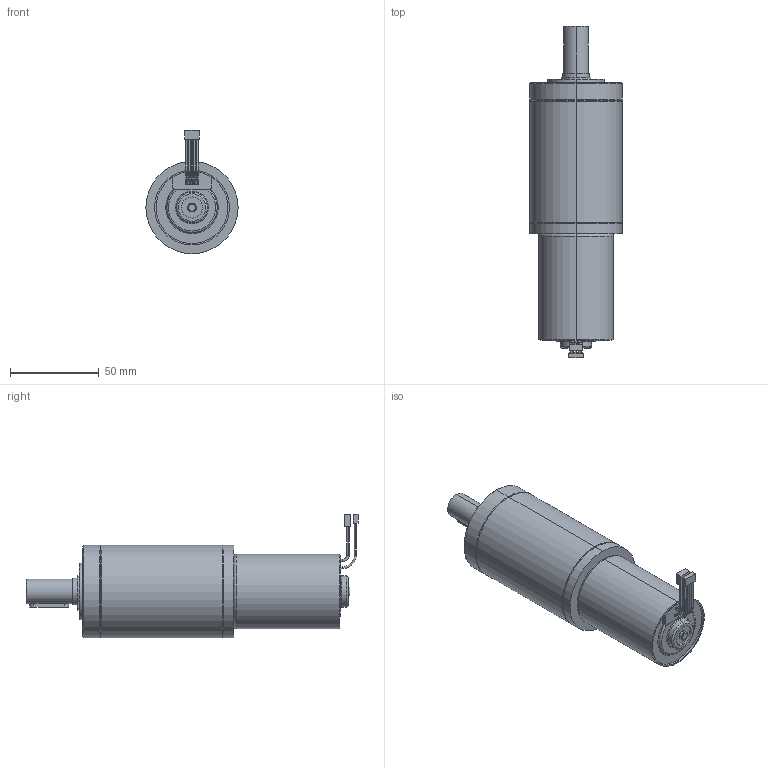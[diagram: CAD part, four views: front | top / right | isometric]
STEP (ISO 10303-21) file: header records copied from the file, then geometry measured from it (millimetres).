
FILE_DESCRIPTION (( 'STEP AP203' ), '1' );
FILE_NAME ('EPB052145S01 3d.STEP', '2024-06-11T10:15:06', ( '' ), ( '' ), 'SwSTEP 2.0', 'SolidWorks 2023', '' );
FILE_SCHEMA (( 'CONFIG_CONTROL_DESIGN' ));
Length unit declared in the file: millimetre
Products named in the file (1): EPB052145S01 3d
Bounding box: 52 x 187.2 x 69.5 mm (x, y, z)
Volume: 271021.1 mm3; surface area: 31256.7 mm2
Topology: 3 solids, 3 shells, 214 faces, 506 edges, 308 vertices
Faces by surface type: cylinder 101, plane 49, torus 32, cone 32
Entity records: 6317 total; most frequent: DIRECTION 1196, CARTESIAN_POINT 1115, ORIENTED_EDGE 992, EDGE_CURVE 496, AXIS2_PLACEMENT_3D 495, VERTEX_POINT 308, CIRCLE 280, EDGE_LOOP 250
